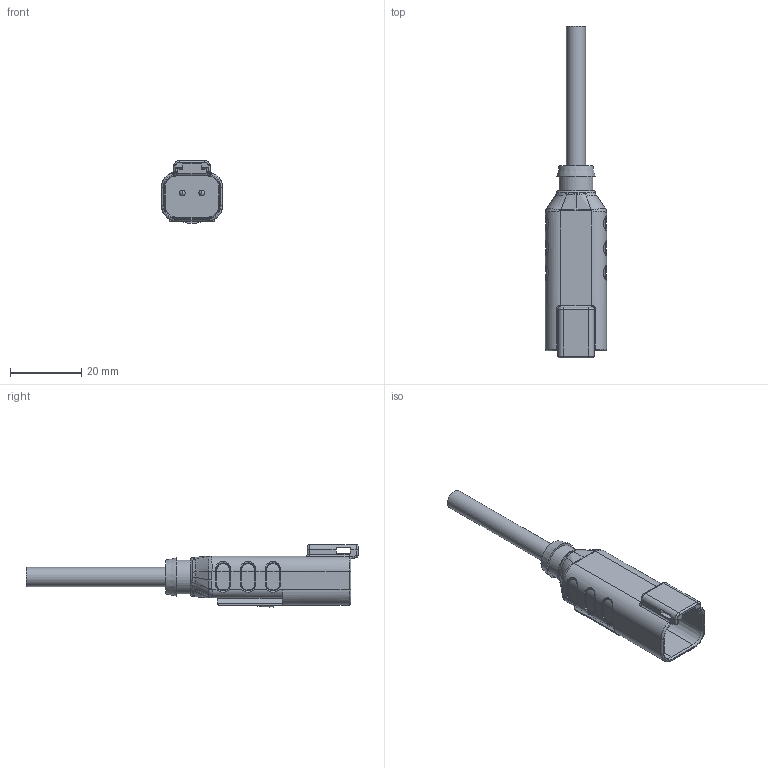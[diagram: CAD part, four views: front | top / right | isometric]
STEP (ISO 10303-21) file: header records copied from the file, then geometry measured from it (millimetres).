
FILE_DESCRIPTION(/* description */ (''),/* implementation_level */ '2;1');
FILE_NAME(/* name */ '5037605__Neu-Anschlussleitung_assy_05-04-2022_stp.stp',/* time_stamp */ '2022-04-05T14:06:47+02:00',/* author */ ('ESCHA GmbH & Co. KG'),/* organization */ ('ESCHA GmbH & Co. KG'),/* preprocessor_version */ 'ST-DEVELOPER v16',/* originating_system */ 'SIEMENS PLM Software NX 10.0',/* authorisation */ '');
FILE_SCHEMA (('AUTOMOTIVE_DESIGN { 1 0 10303 214 3 1 1 1 }'));
Length unit declared in the file: millimetre
Products named in the file (1): t.he54F8F1D7v85a
Bounding box: 17.15 x 93.25 x 17.67 mm (x, y, z)
Volume: 7680.3 mm3; surface area: 5017 mm2
Topology: 1 solids, 1 shells, 367 faces, 906 edges, 532 vertices
Faces by surface type: bspline 103, cylinder 95, plane 85, torus 64, cone 12, sphere 8
Full cylindrical faces by diameter (mm): 5.4 x1, 9.5 x1
Entity records: 12471 total; most frequent: CARTESIAN_POINT 4539, ORIENTED_EDGE 1782, DIRECTION 1523, EDGE_CURVE 891, AXIS2_PLACEMENT_3D 620, VERTEX_POINT 531, EDGE_LOOP 376, ADVANCED_FACE 367
